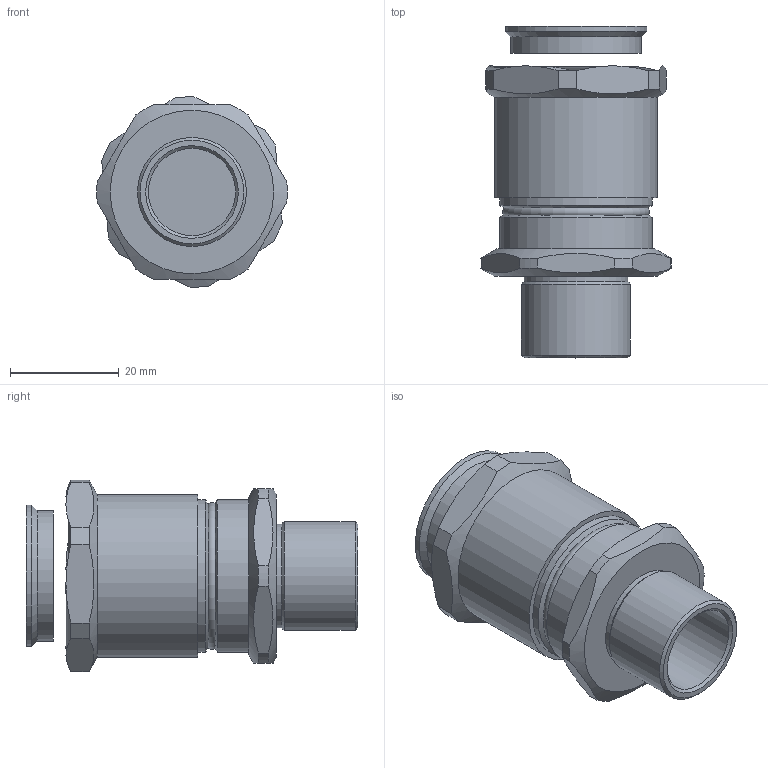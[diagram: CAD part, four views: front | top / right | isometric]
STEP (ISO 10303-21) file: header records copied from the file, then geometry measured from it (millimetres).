
FILE_DESCRIPTION(/* description */ ('','CAx-IF Rec.Pracs.---Representation and Presentation of Product Manufacturing Information (PMI)---4.0---2014-10-13'),/* implementation_level */ '2;1');
FILE_NAME(/* name */ 'ЗЭТАРУС ВКВБ1-M20-14-20.stp',/* time_stamp */ '2022-10-17T16:46:51+07:00',/* author */ ('zeta-09'),/* organization */ (''),/* preprocessor_version */ 'ST-DEVELOPER v18.1',/* originating_system */ 'Autodesk Inventor 2021',/* authorisation */ '');
FILE_SCHEMA (('AP242_MANAGED_MODEL_BASED_3D_ENGINEERING_MIM_LF { 1 0 10303 442 1 1 4 }'));
Length unit declared in the file: millimetre
Products named in the file (1): Деталь5
Bounding box: 34.99 x 60.9 x 35.12 mm (x, y, z)
Volume: 32812.1 mm3; surface area: 9973.5 mm2
Topology: 1 solids, 5 shells, 56 faces, 130 edges, 85 vertices
Faces by surface type: plane 29, cylinder 15, cone 10, torus 2
Full cylindrical faces by diameter (mm): 16 x1, 19 x1, 20 x1, 21 x1, 24 x1, 26 x1, 28 x2, 30 x1
Entity records: 1770 total; most frequent: CARTESIAN_POINT 365, DIRECTION 281, ORIENTED_EDGE 256, EDGE_CURVE 130, AXIS2_PLACEMENT_3D 119, VERTEX_POINT 85, EDGE_LOOP 61, FACE_OUTER_BOUND 56
